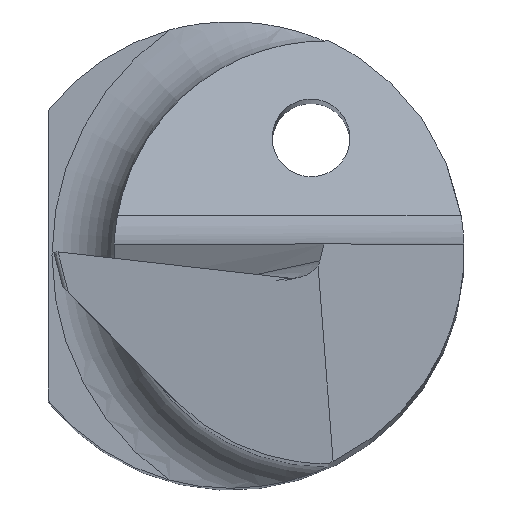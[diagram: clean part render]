
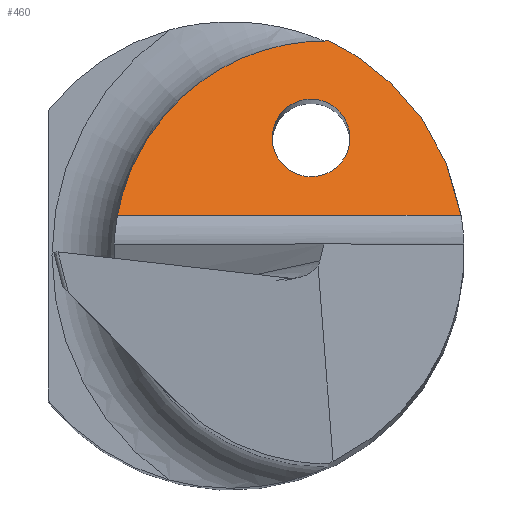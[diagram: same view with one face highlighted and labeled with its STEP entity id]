
A CAD part, top view. The second image highlights one B-rep face of the part: STEP entity #460.
In plain terms, the highlighted planar face has unit normal (0, 0.766, 0.643).
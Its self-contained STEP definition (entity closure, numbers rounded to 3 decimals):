
#10 = CARTESIAN_POINT ( 'NONE',  ( 3., 0.474, 34.707 ) ) ;
#15 = ORIENTED_EDGE ( 'NONE', *, *, #249, .T. ) ;
#27 = CARTESIAN_POINT ( 'NONE',  ( 0.032, 1.974, 32.92 ) ) ;
#32 = CARTESIAN_POINT ( 'NONE',  ( 2.962, 0.474, 34.707 ) ) ;
#36 = VERTEX_POINT ( 'NONE', #238 ) ;
#39 =( BOUNDED_CURVE ( )  B_SPLINE_CURVE ( 3, ( #32, #497, #845, #444 ),
 .UNSPECIFIED., .F., .F. ) 
 B_SPLINE_CURVE_WITH_KNOTS ( ( 4, 4 ),
 ( 4.871, 5.852 ),
 .UNSPECIFIED. ) 
 CURVE ( )  GEOMETRIC_REPRESENTATION_ITEM ( )  RATIONAL_B_SPLINE_CURVE ( ( 1., 0.921, 0.921, 1. ) ) 
 REPRESENTATION_ITEM ( '' )  );
#53 = ORIENTED_EDGE ( 'NONE', *, *, #549, .F. ) ;
#62 = FACE_BOUND ( 'NONE', #153, .T. ) ;
#79 =( BOUNDED_CURVE ( )  B_SPLINE_CURVE ( 3, ( #684, #218, #388, #797, #375, #27, #264 ),
 .UNSPECIFIED., .T., .F. ) 
 B_SPLINE_CURVE_WITH_KNOTS ( ( 4, 3, 4 ),
 ( 0., 3.142, 6.283 ),
 .UNSPECIFIED. ) 
 CURVE ( )  GEOMETRIC_REPRESENTATION_ITEM ( )  RATIONAL_B_SPLINE_CURVE ( ( 1., 0.333, 0.333, 1., 0.333, 0.333, 1. ) ) 
 REPRESENTATION_ITEM ( '' )  );
#89 = CARTESIAN_POINT ( 'NONE',  ( -1.458, 0.474, 34.707 ) ) ;
#119 = ORIENTED_EDGE ( 'NONE', *, *, #851, .T. ) ;
#136 = DIRECTION ( 'NONE',  ( 0., 0.643, -0.766 ) ) ;
#153 = EDGE_LOOP ( 'NONE', ( #15 ) ) ;
#218 = CARTESIAN_POINT ( 'NONE',  ( 2.032, 1.974, 32.92 ) ) ;
#235 = DIRECTION ( 'NONE',  ( -1., 0., 0. ) ) ;
#238 = CARTESIAN_POINT ( 'NONE',  ( 1.032, 1.974, 32.92 ) ) ;
#249 = EDGE_CURVE ( 'NONE', #36, #36, #79, .T. ) ;
#264 = CARTESIAN_POINT ( 'NONE',  ( 1.032, 1.974, 32.92 ) ) ;
#278 = FACE_OUTER_BOUND ( 'NONE', #836, .T. ) ;
#373 = CARTESIAN_POINT ( 'NONE',  ( 1.255, 2.725, 32.025 ) ) ;
#374 =( BOUNDED_CURVE ( )  B_SPLINE_CURVE ( 3, ( #840, #849, #837, #617 ),
 .UNSPECIFIED., .F., .T. ) 
 B_SPLINE_CURVE_WITH_KNOTS ( ( 4, 4 ),
 ( 6.272, 7.679 ),
 .UNSPECIFIED. ) 
 CURVE ( )  GEOMETRIC_REPRESENTATION_ITEM ( )  RATIONAL_B_SPLINE_CURVE ( ( 1., 0.842, 0.842, 1. ) ) 
 REPRESENTATION_ITEM ( '' )  );
#375 = CARTESIAN_POINT ( 'NONE',  ( 0.032, 0.974, 34.111 ) ) ;
#388 = CARTESIAN_POINT ( 'NONE',  ( 2.032, 0.974, 34.111 ) ) ;
#392 = AXIS2_PLACEMENT_3D ( 'NONE', #10, #470, #136 ) ;
#444 = CARTESIAN_POINT ( 'NONE',  ( 1.255, 2.725, 32.025 ) ) ;
#460 = ADVANCED_FACE ( 'NONE', ( #62, #278 ), #601, .F. ) ;
#470 = DIRECTION ( 'NONE',  ( 0., -0.766, -0.643 ) ) ;
#497 = CARTESIAN_POINT ( 'NONE',  ( 2.801, 1.483, 33.505 ) ) ;
#542 = CARTESIAN_POINT ( 'NONE',  ( 2.962, 0.474, 34.707 ) ) ;
#549 = EDGE_CURVE ( 'NONE', #594, #582, #611, .T. ) ;
#582 = VERTEX_POINT ( 'NONE', #89 ) ;
#594 = VERTEX_POINT ( 'NONE', #542 ) ;
#601 = PLANE ( 'NONE',  #392 ) ;
#611 = LINE ( 'NONE', #824, #618 ) ;
#617 = CARTESIAN_POINT ( 'NONE',  ( -1.458, 0.474, 34.707 ) ) ;
#618 = VECTOR ( 'NONE', #235, 1000. ) ;
#684 = CARTESIAN_POINT ( 'NONE',  ( 1.032, 1.974, 32.92 ) ) ;
#718 = VERTEX_POINT ( 'NONE', #373 ) ;
#797 = CARTESIAN_POINT ( 'NONE',  ( 1.032, 0.974, 34.111 ) ) ;
#824 = CARTESIAN_POINT ( 'NONE',  ( 3., 0.474, 34.707 ) ) ;
#826 = EDGE_CURVE ( 'NONE', #718, #582, #374, .T. ) ;
#836 = EDGE_LOOP ( 'NONE', ( #53, #119, #855 ) ) ;
#837 = CARTESIAN_POINT ( 'NONE',  ( -1.215, 1.849, 33.069 ) ) ;
#840 = CARTESIAN_POINT ( 'NONE',  ( 1.255, 2.725, 32.025 ) ) ;
#845 = CARTESIAN_POINT ( 'NONE',  ( 2.183, 2.298, 32.535 ) ) ;
#849 = CARTESIAN_POINT ( 'NONE',  ( -0.141, 2.74, 32.007 ) ) ;
#851 = EDGE_CURVE ( 'NONE', #594, #718, #39, .T. ) ;
#855 = ORIENTED_EDGE ( 'NONE', *, *, #826, .T. ) ;
